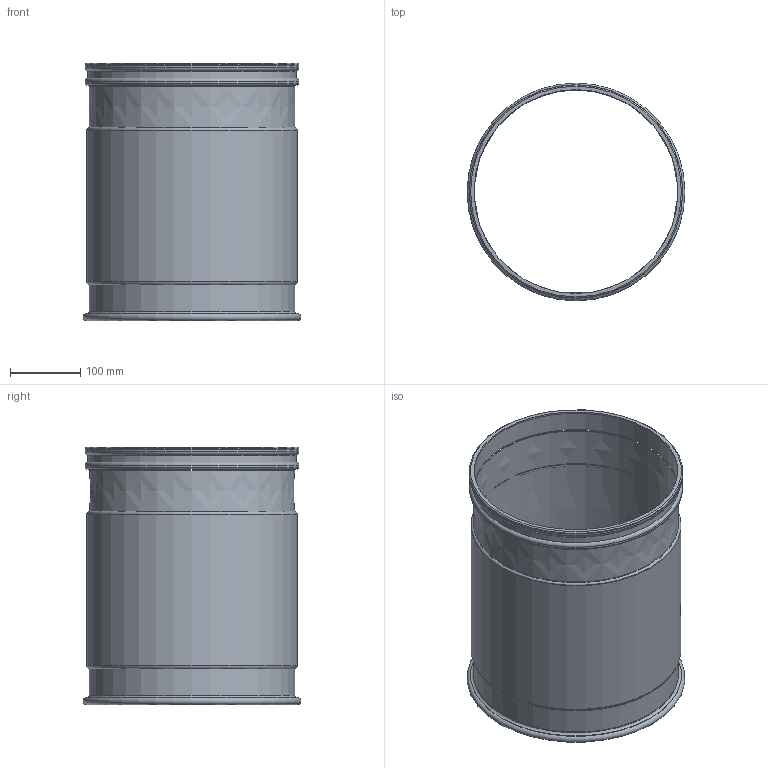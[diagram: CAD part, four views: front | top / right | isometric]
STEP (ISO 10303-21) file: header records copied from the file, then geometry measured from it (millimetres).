
FILE_DESCRIPTION(/* description */ (''),/* implementation_level */ '2;1');
FILE_NAME(/* name */ 'e2b5493b-e5d5-4a4c-b86f-a05f82777bc1.stp',/* time_stamp */ '2021-07-15T02:39:13+00:00',/* author */ (''),/* organization */ (''),/* preprocessor_version */ 'ST-DEVELOPER v18.1',/* originating_system */ 'Autodesk Translation Framework v10.9.0.1377',/* authorisation */ '');
FILE_SCHEMA (('AUTOMOTIVE_DESIGN { 1 0 10303 214 3 1 1 }'));
Length unit declared in the file: millimetre
Products named in the file (1): 300 Bulk Bag Loader
Bounding box: 310 x 310 x 365.9 mm (x, y, z)
Volume: 1155958.5 mm3; surface area: 1632850.2 mm2
Topology: 5 solids, 7 shells, 46 faces, 83 edges, 46 vertices
Faces by surface type: torus 20, cylinder 12, plane 9, cone 5
Full cylindrical faces by diameter (mm): 290 x3, 292 x1, 293.045 x1, 296.045 x1, 297.045 x1, 299.045 x1, 304 x4
Entity records: 1189 total; most frequent: DIRECTION 243, CARTESIAN_POINT 176, ORIENTED_EDGE 166, AXIS2_PLACEMENT_3D 113, EDGE_CURVE 83, CIRCLE 66, EDGE_LOOP 55, FACE_OUTER_BOUND 46
